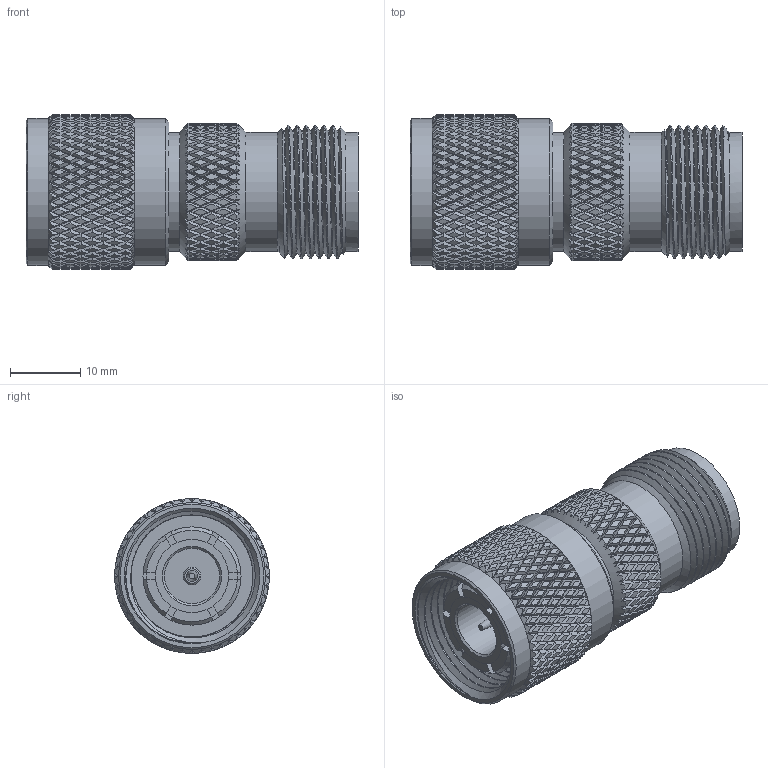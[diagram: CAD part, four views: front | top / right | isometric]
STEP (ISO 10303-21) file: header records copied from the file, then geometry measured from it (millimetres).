
FILE_DESCRIPTION (( 'STEP AP203' ), '1' );
FILE_NAME ('PE9576_3D.step', '2021-04-19T14:54:45', ( '' ), ( '' ), 'SwSTEP 2.0', 'SolidWorks 2020', '' );
FILE_SCHEMA (( 'CONFIG_CONTROL_DESIGN' ));
Products named in the file (1): PE9576_3D
Bounding box: 47.24 x 22 x 22 mm (x, y, z)
Volume: 9356.8 mm3; surface area: 8678 mm2
Topology: 1 solids, 1 shells, 3505 faces, 7483 edges, 3992 vertices
Faces by surface type: bspline 2742, cylinder 676, plane 60, cone 27
Full cylindrical faces by diameter (mm): 1.593 x1, 2.54 x1, 2.886 x1, 7.874 x1, 12.954 x1, 13.97 x1, 16.942 x3, 17.45 x1, 20.923 x2
Entity records: 155596 total; most frequent: CARTESIAN_POINT 110727, ORIENTED_EDGE 14876, EDGE_CURVE 7438, VERTEX_POINT 3976, EDGE_LOOP 3542, FACE_OUTER_BOUND 3515, ADVANCED_FACE 3503, B_SPLINE_CURVE_WITH_KNOTS 3230
